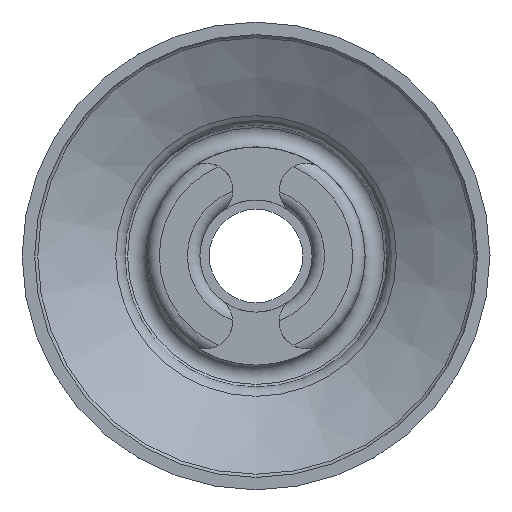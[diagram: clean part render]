
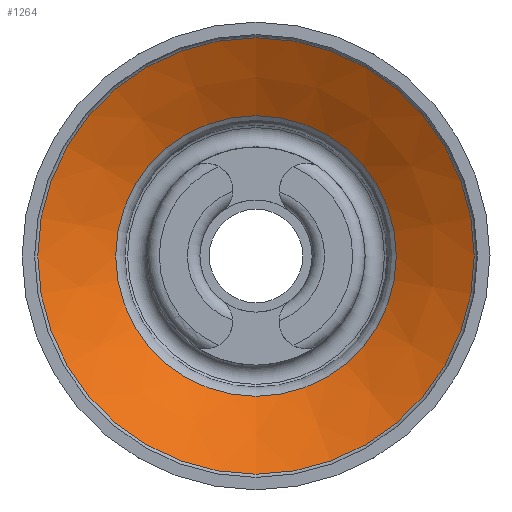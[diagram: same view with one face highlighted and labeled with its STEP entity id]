
A CAD part, front view. The second image highlights one B-rep face of the part: STEP entity #1264.
In plain terms, the highlighted conical face has half-angle 60 degrees and reference radius 7 mm.
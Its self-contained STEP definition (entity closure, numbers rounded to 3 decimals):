
#92=CONICAL_SURFACE('',#1360,7.,1.047);
#148=CIRCLE('',#1359,7.);
#149=CIRCLE('',#1361,4.5);
#239=ORIENTED_EDGE('',*,*,#441,.F.);
#240=ORIENTED_EDGE('',*,*,#440,.T.);
#440=EDGE_CURVE('',#542,#542,#148,.T.);
#441=EDGE_CURVE('',#543,#543,#149,.T.);
#542=VERTEX_POINT('',#1865);
#543=VERTEX_POINT('',#1868);
#639=EDGE_LOOP('',(#239));
#640=EDGE_LOOP('',(#240));
#733=FACE_BOUND('',#639,.T.);
#734=FACE_BOUND('',#640,.T.);
#1264=ADVANCED_FACE('',(#733,#734),#92,.F.);
#1359=AXIS2_PLACEMENT_3D('',#1864,#1535,#1536);
#1360=AXIS2_PLACEMENT_3D('',#1866,#1537,#1538);
#1361=AXIS2_PLACEMENT_3D('',#1867,#1539,#1540);
#1535=DIRECTION('',(0.,-1.,0.));
#1536=DIRECTION('',(0.,0.,-1.));
#1537=DIRECTION('',(0.,-1.,0.));
#1538=DIRECTION('',(0.,0.,-1.));
#1539=DIRECTION('',(0.,-1.,0.));
#1540=DIRECTION('',(0.,0.,-1.));
#1864=CARTESIAN_POINT('',(0.,0.207,0.));
#1865=CARTESIAN_POINT('',(0.,0.207,-7.));
#1866=CARTESIAN_POINT('',(0.,0.207,0.));
#1867=CARTESIAN_POINT('',(0.,1.65,0.));
#1868=CARTESIAN_POINT('',(0.,1.65,-4.5));
